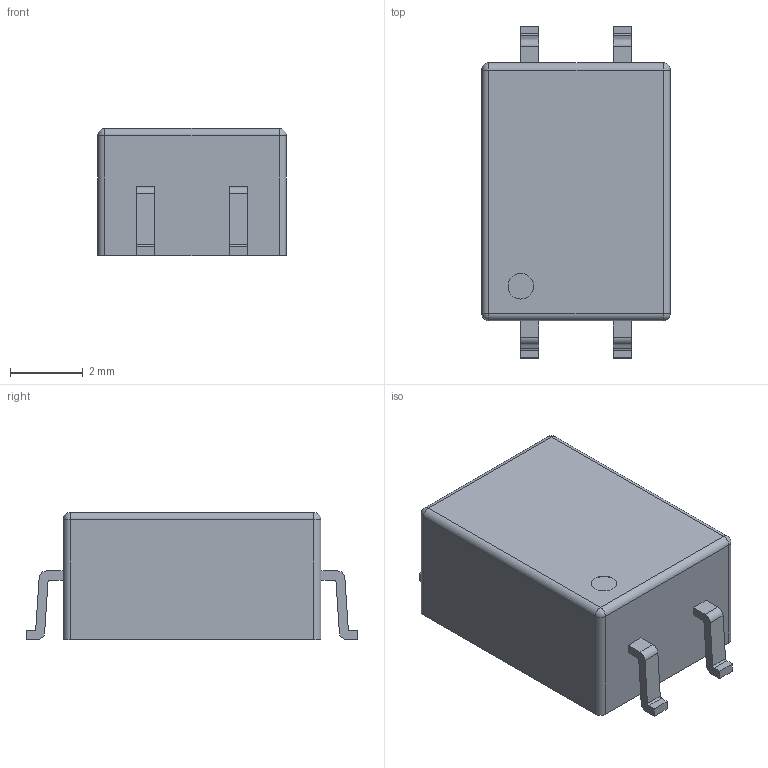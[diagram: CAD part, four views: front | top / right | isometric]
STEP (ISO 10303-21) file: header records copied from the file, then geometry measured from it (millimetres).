
FILE_DESCRIPTION (( 'STEP AP214' ), '1' );
FILE_NAME ('XFMR-SMD_4P-L7.1-W5.2-P2.54-LS9.STEP', '2022-01-16T13:11:57', ( '' ), ( '' ), 'SwSTEP 2.0', 'SolidWorks 2018', '' );
FILE_SCHEMA (( 'AUTOMOTIVE_DESIGN' ));
Length unit declared in the file: millimetre
Products named in the file (1): XFMR-SMD_4P-L7.1-W5.2-P2.54-LS9
Bounding box: 5.2 x 9.14 x 3.5 mm (x, y, z)
Volume: 130.1 mm3; surface area: 171.7 mm2
Topology: 1 solids, 1 shells, 133 faces, 349 edges, 226 vertices
Faces by surface type: plane 87, cylinder 26, bspline 16, sphere 4
Entity records: 5785 total; most frequent: CARTESIAN_POINT 1761, ORIENTED_EDGE 690, DIRECTION 601, EDGE_CURVE 345, LINE 261, VECTOR 261, VERTEX_POINT 226, AXIS2_PLACEMENT_3D 170
